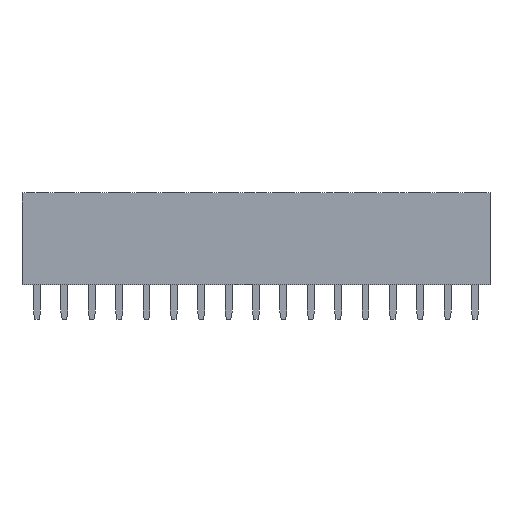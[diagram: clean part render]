
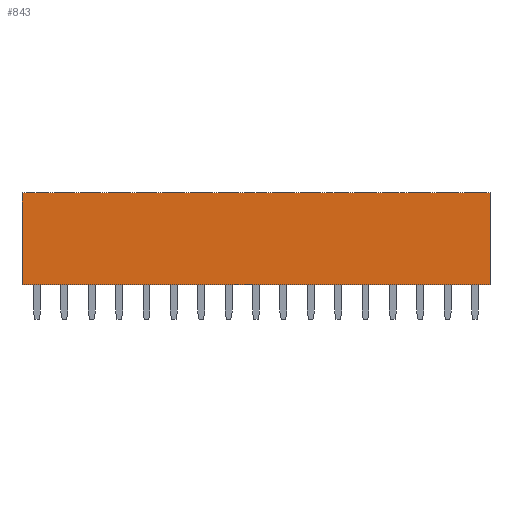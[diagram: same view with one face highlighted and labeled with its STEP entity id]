
A CAD part, top view. The second image highlights one B-rep face of the part: STEP entity #843.
In plain terms, the highlighted planar face has unit normal (0, 0, 1).
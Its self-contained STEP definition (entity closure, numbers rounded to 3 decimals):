
#843=ADVANCED_FACE('',(#2166),#2167,.T.);
#2166=FACE_OUTER_BOUND('',#3975,.T.);
#2167=PLANE('',#3976);
#3975=EDGE_LOOP('',(#6524,#6525,#6526,#6527));
#3976=AXIS2_PLACEMENT_3D('',#6528,#6529,#6530);
#6524=ORIENTED_EDGE('',*,*,#11057,.T.);
#6525=ORIENTED_EDGE('',*,*,#11548,.F.);
#6526=ORIENTED_EDGE('',*,*,#11743,.F.);
#6527=ORIENTED_EDGE('',*,*,#11744,.T.);
#6528=CARTESIAN_POINT('',(-21.715,4.25,1.25));
#6529=DIRECTION('',(0.,0.0,1.0));
#6530=DIRECTION('',(0.0,-1.0,0.0));
#11057=EDGE_CURVE('',#13306,#13303,#13307,.T.);
#11548=EDGE_CURVE('',#14171,#13303,#14173,.T.);
#11743=EDGE_CURVE('',#14502,#14171,#14503,.T.);
#11744=EDGE_CURVE('',#14502,#13306,#14504,.T.);
#13303=VERTEX_POINT('',#16610);
#13306=VERTEX_POINT('',#16614);
#13307=LINE('',#16615,#16616);
#14171=VERTEX_POINT('',#17856);
#14173=LINE('',#17859,#17860);
#14502=VERTEX_POINT('',#18326);
#14503=LINE('',#18327,#18328);
#14504=LINE('',#18329,#18330);
#16610=CARTESIAN_POINT('',(21.715,8.5,1.25));
#16614=CARTESIAN_POINT('',(21.715,0.0,1.25));
#16615=CARTESIAN_POINT('',(21.715,0.0,1.25));
#16616=VECTOR('',#21407,1.0);
#17856=CARTESIAN_POINT('',(-21.715,8.5,1.25));
#17859=CARTESIAN_POINT('',(-21.715,8.5,1.25));
#17860=VECTOR('',#21893,1.0);
#18326=CARTESIAN_POINT('',(-21.715,0.0,1.25));
#18327=CARTESIAN_POINT('',(-21.715,0.0,1.25));
#18328=VECTOR('',#22085,1.0);
#18329=CARTESIAN_POINT('',(-21.715,0.0,1.25));
#18330=VECTOR('',#22086,1.0);
#21407=DIRECTION('',(0.0,1.0,0.0));
#21893=DIRECTION('',(1.0,0.0,0.));
#22085=DIRECTION('',(0.0,1.0,0.0));
#22086=DIRECTION('',(1.0,0.0,0.));
